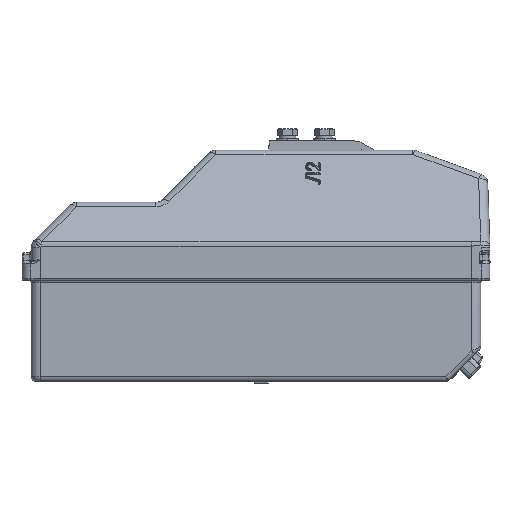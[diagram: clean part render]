
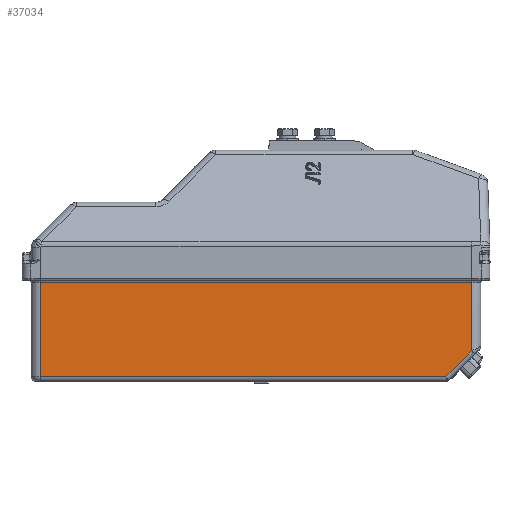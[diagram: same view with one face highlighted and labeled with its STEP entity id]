
A CAD part, left-side view. The second image highlights one B-rep face of the part: STEP entity #37034.
In plain terms, the highlighted planar face has unit normal (-1, 0, 0).
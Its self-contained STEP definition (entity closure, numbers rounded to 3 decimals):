
#3250 = VECTOR ( 'NONE', #19766, 1000. ) ;
#3275 = LINE ( 'NONE', #19659, #3250 ) ;
#3360 = LINE ( 'NONE', #19876, #3979 ) ;
#3707 = VECTOR ( 'NONE', #43330, 1000. ) ;
#3735 = VECTOR ( 'NONE', #43200, 1000. ) ;
#3738 = VECTOR ( 'NONE', #43388, 1000. ) ;
#3743 = LINE ( 'NONE', #43199, #3735 ) ;
#3968 = LINE ( 'NONE', #43340, #3707 ) ;
#3979 = VECTOR ( 'NONE', #19720, 1000. ) ;
#4260 = LINE ( 'NONE', #43380, #3738 ) ;
#7313 = EDGE_LOOP ( 'NONE', ( #11004, #14906, #16036, #35695, #11048 ) ) ;
#9706 = EDGE_CURVE ( 'NONE', #23951, #23539, #3275, .T. ) ;
#9723 = EDGE_CURVE ( 'NONE', #23932, #23307, #3360, .T. ) ;
#9773 = EDGE_CURVE ( 'NONE', #23539, #22294, #4260, .T. ) ;
#9809 = EDGE_CURVE ( 'NONE', #23307, #23951, #3968, .T. ) ;
#9820 = EDGE_CURVE ( 'NONE', #22294, #23932, #3743, .T. ) ;
#11004 = ORIENTED_EDGE ( 'NONE', *, *, #9773, .F. ) ;
#11048 = ORIENTED_EDGE ( 'NONE', *, *, #9820, .F. ) ;
#14906 = ORIENTED_EDGE ( 'NONE', *, *, #9706, .F. ) ;
#16036 = ORIENTED_EDGE ( 'NONE', *, *, #9809, .F. ) ;
#19659 = CARTESIAN_POINT ( 'NONE',  ( -105., 0., 108. ) ) ;
#19720 = DIRECTION ( 'NONE',  ( 0., 1., 0. ) ) ;
#19766 = DIRECTION ( 'NONE',  ( 0., -1., 0. ) ) ;
#19876 = CARTESIAN_POINT ( 'NONE',  ( -105., 480., 5. ) ) ;
#19953 = CARTESIAN_POINT ( 'NONE',  ( -105., 480., 108. ) ) ;
#21607 = CARTESIAN_POINT ( 'NONE',  ( -105., 38.071, 5. ) ) ;
#22294 = VERTEX_POINT ( 'NONE', #40884 ) ;
#23307 = VERTEX_POINT ( 'NONE', #41341 ) ;
#23539 = VERTEX_POINT ( 'NONE', #40420 ) ;
#23932 = VERTEX_POINT ( 'NONE', #21607 ) ;
#23951 = VERTEX_POINT ( 'NONE', #19953 ) ;
#24246 = AXIS2_PLACEMENT_3D ( 'NONE', #37507, #37517, #37518 ) ;
#35695 = ORIENTED_EDGE ( 'NONE', *, *, #9723, .F. ) ;
#37034 = ADVANCED_FACE ( 'NONE', ( #45926 ), #37512, .F. ) ;
#37507 = CARTESIAN_POINT ( 'NONE',  ( -105., 0., 110. ) ) ;
#37512 = PLANE ( 'NONE',  #24246 ) ;
#37517 = DIRECTION ( 'NONE',  ( 1., 0., 0. ) ) ;
#37518 = DIRECTION ( 'NONE',  ( 0., 0., 1. ) ) ;
#40420 = CARTESIAN_POINT ( 'NONE',  ( -105., 10., 108. ) ) ;
#40884 = CARTESIAN_POINT ( 'NONE',  ( -105., 10., 33.071 ) ) ;
#41341 = CARTESIAN_POINT ( 'NONE',  ( -105., 480., 5. ) ) ;
#43199 = CARTESIAN_POINT ( 'NONE',  ( -105., -33.464, 76.536 ) ) ;
#43200 = DIRECTION ( 'NONE',  ( 0., 0.707, -0.707 ) ) ;
#43330 = DIRECTION ( 'NONE',  ( 0., 0., 1. ) ) ;
#43340 = CARTESIAN_POINT ( 'NONE',  ( -105., 480., 110. ) ) ;
#43380 = CARTESIAN_POINT ( 'NONE',  ( -105., 10., 110. ) ) ;
#43388 = DIRECTION ( 'NONE',  ( 0., 0., -1. ) ) ;
#45926 = FACE_OUTER_BOUND ( 'NONE', #7313, .T. ) ;
